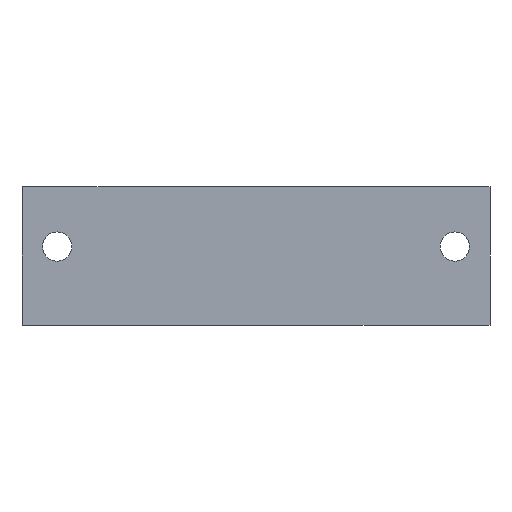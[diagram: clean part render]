
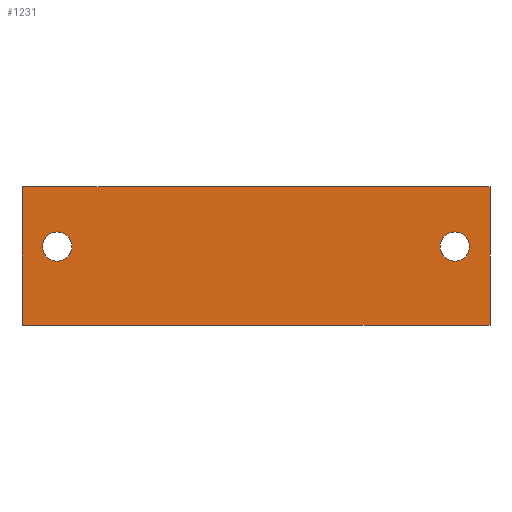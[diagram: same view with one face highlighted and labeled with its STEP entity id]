
A CAD part, front view. The second image highlights one B-rep face of the part: STEP entity #1231.
In plain terms, the highlighted planar face has unit normal (0, -1, 0).
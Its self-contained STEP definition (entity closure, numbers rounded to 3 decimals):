
#3 = CARTESIAN_POINT ( 'NONE',  ( 34., 0., -15.25 ) ) ;
#7 = PLANE ( 'NONE',  #240 ) ;
#20 = CIRCLE ( 'NONE', #425, 2.5 ) ;
#22 = EDGE_LOOP ( 'NONE', ( #92, #1176, #517, #32 ) ) ;
#32 = ORIENTED_EDGE ( 'NONE', *, *, #77, .F. ) ;
#49 = DIRECTION ( 'NONE',  ( 1., 0., 0. ) ) ;
#68 = VERTEX_POINT ( 'NONE', #1003 ) ;
#77 = EDGE_CURVE ( 'NONE', #770, #999, #274, .T. ) ;
#92 = ORIENTED_EDGE ( 'NONE', *, *, #914, .F. ) ;
#135 = EDGE_CURVE ( 'NONE', #903, #261, #20, .T. ) ;
#143 = FACE_BOUND ( 'NONE', #1112, .T. ) ;
#145 = VECTOR ( 'NONE', #49, 1000. ) ;
#159 = DIRECTION ( 'NONE',  ( 0., 1., 0. ) ) ;
#191 = CARTESIAN_POINT ( 'NONE',  ( 0., 0., 0. ) ) ;
#240 = AXIS2_PLACEMENT_3D ( 'NONE', #191, #298, #737 ) ;
#242 = LINE ( 'NONE', #797, #955 ) ;
#249 = CARTESIAN_POINT ( 'NONE',  ( 34., 0., -17.75 ) ) ;
#261 = VERTEX_POINT ( 'NONE', #370 ) ;
#270 = DIRECTION ( 'NONE',  ( 0., 0., 1. ) ) ;
#274 = LINE ( 'NONE', #695, #560 ) ;
#277 = ORIENTED_EDGE ( 'NONE', *, *, #640, .T. ) ;
#298 = DIRECTION ( 'NONE',  ( 0., -1., 0. ) ) ;
#328 = VECTOR ( 'NONE', #1229, 1000. ) ;
#345 = VERTEX_POINT ( 'NONE', #249 ) ;
#347 = EDGE_CURVE ( 'NONE', #999, #68, #1273, .T. ) ;
#354 = CARTESIAN_POINT ( 'NONE',  ( 40., 0., -28.737 ) ) ;
#370 = CARTESIAN_POINT ( 'NONE',  ( -34., 0., -17.75 ) ) ;
#371 = DIRECTION ( 'NONE',  ( 0., 0., 1. ) ) ;
#393 = VERTEX_POINT ( 'NONE', #354 ) ;
#419 = ORIENTED_EDGE ( 'NONE', *, *, #862, .T. ) ;
#425 = AXIS2_PLACEMENT_3D ( 'NONE', #685, #896, #1321 ) ;
#456 = AXIS2_PLACEMENT_3D ( 'NONE', #990, #159, #1311 ) ;
#490 = DIRECTION ( 'NONE',  ( -1., 0., 0. ) ) ;
#517 = ORIENTED_EDGE ( 'NONE', *, *, #347, .F. ) ;
#560 = VECTOR ( 'NONE', #270, 1000. ) ;
#582 = DIRECTION ( 'NONE',  ( 0., 1., 0. ) ) ;
#583 = ORIENTED_EDGE ( 'NONE', *, *, #1146, .T. ) ;
#592 = CARTESIAN_POINT ( 'NONE',  ( 34., 0., -15.25 ) ) ;
#640 = EDGE_CURVE ( 'NONE', #261, #903, #1313, .T. ) ;
#643 = VERTEX_POINT ( 'NONE', #1323 ) ;
#685 = CARTESIAN_POINT ( 'NONE',  ( -34., 0., -15.25 ) ) ;
#686 = EDGE_LOOP ( 'NONE', ( #583, #419 ) ) ;
#695 = CARTESIAN_POINT ( 'NONE',  ( -40., 0., -28.737 ) ) ;
#701 = CARTESIAN_POINT ( 'NONE',  ( -40., 0., -5. ) ) ;
#718 = DIRECTION ( 'NONE',  ( 0., 0., 1. ) ) ;
#725 = DIRECTION ( 'NONE',  ( 0., 1., 0. ) ) ;
#737 = DIRECTION ( 'NONE',  ( 0., 0., -1. ) ) ;
#770 = VERTEX_POINT ( 'NONE', #1133 ) ;
#797 = CARTESIAN_POINT ( 'NONE',  ( -40., 0., -28.737 ) ) ;
#861 = ORIENTED_EDGE ( 'NONE', *, *, #135, .T. ) ;
#862 = EDGE_CURVE ( 'NONE', #345, #643, #1136, .T. ) ;
#896 = DIRECTION ( 'NONE',  ( 0., 1., 0. ) ) ;
#903 = VERTEX_POINT ( 'NONE', #1327 ) ;
#914 = EDGE_CURVE ( 'NONE', #393, #770, #242, .T. ) ;
#952 = CIRCLE ( 'NONE', #970, 2.5 ) ;
#955 = VECTOR ( 'NONE', #490, 1000. ) ;
#970 = AXIS2_PLACEMENT_3D ( 'NONE', #3, #725, #718 ) ;
#972 = EDGE_CURVE ( 'NONE', #68, #393, #1274, .T. ) ;
#990 = CARTESIAN_POINT ( 'NONE',  ( -34., 0., -15.25 ) ) ;
#999 = VERTEX_POINT ( 'NONE', #701 ) ;
#1003 = CARTESIAN_POINT ( 'NONE',  ( 40., 0., -5. ) ) ;
#1112 = EDGE_LOOP ( 'NONE', ( #861, #277 ) ) ;
#1114 = FACE_BOUND ( 'NONE', #686, .T. ) ;
#1129 = CARTESIAN_POINT ( 'NONE',  ( 40., 0., -28.737 ) ) ;
#1133 = CARTESIAN_POINT ( 'NONE',  ( -40., 0., -28.737 ) ) ;
#1136 = CIRCLE ( 'NONE', #1182, 2.5 ) ;
#1146 = EDGE_CURVE ( 'NONE', #643, #345, #952, .T. ) ;
#1176 = ORIENTED_EDGE ( 'NONE', *, *, #972, .F. ) ;
#1182 = AXIS2_PLACEMENT_3D ( 'NONE', #592, #582, #371 ) ;
#1199 = FACE_OUTER_BOUND ( 'NONE', #22, .T. ) ;
#1214 = CARTESIAN_POINT ( 'NONE',  ( 40., 0., -5. ) ) ;
#1229 = DIRECTION ( 'NONE',  ( 0., 0., -1. ) ) ;
#1231 = ADVANCED_FACE ( 'NONE', ( #1114, #143, #1199 ), #7, .T. ) ;
#1273 = LINE ( 'NONE', #1214, #145 ) ;
#1274 = LINE ( 'NONE', #1129, #328 ) ;
#1311 = DIRECTION ( 'NONE',  ( 0., 0., 1. ) ) ;
#1313 = CIRCLE ( 'NONE', #456, 2.5 ) ;
#1321 = DIRECTION ( 'NONE',  ( 0., 0., 1. ) ) ;
#1323 = CARTESIAN_POINT ( 'NONE',  ( 34., 0., -12.75 ) ) ;
#1327 = CARTESIAN_POINT ( 'NONE',  ( -34., 0., -12.75 ) ) ;
